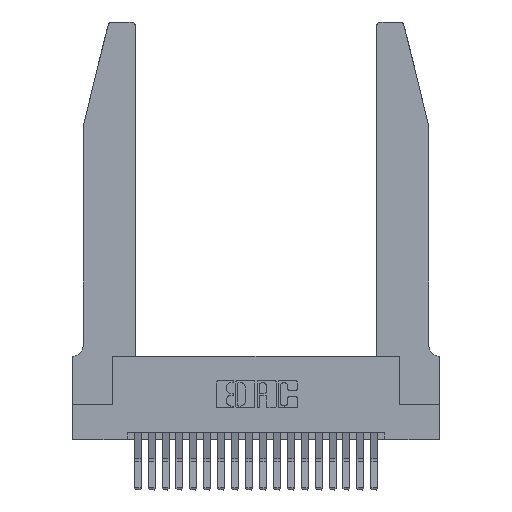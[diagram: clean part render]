
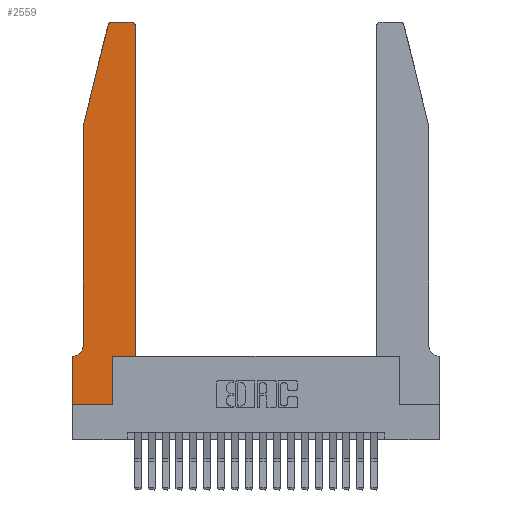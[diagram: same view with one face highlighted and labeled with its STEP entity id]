
A CAD part, top view. The second image highlights one B-rep face of the part: STEP entity #2559.
In plain terms, the highlighted planar face has unit normal (0, 0, 1).
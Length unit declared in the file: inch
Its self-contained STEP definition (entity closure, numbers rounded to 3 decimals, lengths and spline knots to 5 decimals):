
#117 = LINE ( 'NONE', #4223, #5516 ) ;
#121 = VECTOR ( 'NONE', #15542, 39.37008 ) ;
#284 = AXIS2_PLACEMENT_3D ( 'NONE', #21562, #2422, #10573 ) ;
#563 = ORIENTED_EDGE ( 'NONE', *, *, #1878, .T. ) ;
#602 = LINE ( 'NONE', #3111, #19175 ) ;
#626 = EDGE_CURVE ( 'NONE', #17164, #20084, #946, .T. ) ;
#779 = EDGE_LOOP ( 'NONE', ( #13436, #563, #10395, #15818, #8012, #2448, #21786, #1987, #9875, #10717, #14894, #14361 ) ) ;
#946 = LINE ( 'NONE', #19058, #121 ) ;
#1101 = CARTESIAN_POINT ( 'NONE',  ( 0.2865, 0.35, 0.37 ) ) ;
#1129 = VERTEX_POINT ( 'NONE', #1672 ) ;
#1519 = DIRECTION ( 'NONE',  ( 0., 1., 0. ) ) ;
#1567 = CARTESIAN_POINT ( 'NONE',  ( 0.4505, 0.35, 0.37 ) ) ;
#1672 = CARTESIAN_POINT ( 'NONE',  ( 0.284, 2.75, 0.37 ) ) ;
#1878 = EDGE_CURVE ( 'NONE', #1129, #18497, #15676, .T. ) ;
#1987 = ORIENTED_EDGE ( 'NONE', *, *, #19807, .T. ) ;
#2299 = LINE ( 'NONE', #2312, #10100 ) ;
#2312 = CARTESIAN_POINT ( 'NONE',  ( 0., 0., 0.37 ) ) ;
#2422 = DIRECTION ( 'NONE',  ( 0., 0., 1. ) ) ;
#2448 = ORIENTED_EDGE ( 'NONE', *, *, #626, .T. ) ;
#2559 = ADVANCED_FACE ( 'NONE', ( #16199 ), #19848, .T. ) ;
#2677 = CARTESIAN_POINT ( 'NONE',  ( 0.4205, 2.72, 0.37 ) ) ;
#2684 = VERTEX_POINT ( 'NONE', #1567 ) ;
#2890 = VERTEX_POINT ( 'NONE', #15964 ) ;
#2981 = EDGE_CURVE ( 'NONE', #18058, #16052, #20713, .T. ) ;
#3111 = CARTESIAN_POINT ( 'NONE',  ( 0.2865, 0.35, 0.37 ) ) ;
#3322 = EDGE_CURVE ( 'NONE', #14760, #11608, #12929, .T. ) ;
#4206 = DIRECTION ( 'NONE',  ( 0., 0., -1. ) ) ;
#4223 = CARTESIAN_POINT ( 'NONE',  ( 0.0755, 2., 0.37 ) ) ;
#4904 = CARTESIAN_POINT ( 'NONE',  ( 0., 0., 0.37 ) ) ;
#5386 = VECTOR ( 'NONE', #21775, 39.37008 ) ;
#5399 = CARTESIAN_POINT ( 'NONE',  ( 0.4505, 0.35, 0.37 ) ) ;
#5516 = VECTOR ( 'NONE', #5950, 39.37008 ) ;
#5950 = DIRECTION ( 'NONE',  ( -0.239, -0.971, 0. ) ) ;
#6037 = DIRECTION ( 'NONE',  ( 0., 0., 1. ) ) ;
#6379 = AXIS2_PLACEMENT_3D ( 'NONE', #2677, #6037, #17993 ) ;
#6479 = CARTESIAN_POINT ( 'NONE',  ( 0.0055, 0.35, 0.37 ) ) ;
#6516 = CARTESIAN_POINT ( 'NONE',  ( 0., 0., 0.37 ) ) ;
#6674 = VERTEX_POINT ( 'NONE', #6516 ) ;
#6935 = AXIS2_PLACEMENT_3D ( 'NONE', #19650, #10928, #9250 ) ;
#7033 = LINE ( 'NONE', #14082, #15914 ) ;
#7984 = EDGE_CURVE ( 'NONE', #2684, #18058, #16470, .T. ) ;
#8012 = ORIENTED_EDGE ( 'NONE', *, *, #11458, .T. ) ;
#8229 = CIRCLE ( 'NONE', #21274, 0.07 ) ;
#8939 = CARTESIAN_POINT ( 'NONE',  ( 0.0755, 0.42, 0.37 ) ) ;
#8988 = DIRECTION ( 'NONE',  ( -1., 0., 0. ) ) ;
#9250 = DIRECTION ( 'NONE',  ( 1., 0., 0. ) ) ;
#9286 = EDGE_CURVE ( 'NONE', #17555, #2684, #19895, .T. ) ;
#9875 = ORIENTED_EDGE ( 'NONE', *, *, #20718, .T. ) ;
#10100 = VECTOR ( 'NONE', #12526, 39.37008 ) ;
#10315 = CARTESIAN_POINT ( 'NONE',  ( 0.4205, 2.75, 0.37 ) ) ;
#10395 = ORIENTED_EDGE ( 'NONE', *, *, #12356, .T. ) ;
#10487 = CARTESIAN_POINT ( 'NONE',  ( 0.0755, 2., 0.37 ) ) ;
#10573 = DIRECTION ( 'NONE',  ( 1., 0., 0. ) ) ;
#10717 = ORIENTED_EDGE ( 'NONE', *, *, #9286, .T. ) ;
#10928 = DIRECTION ( 'NONE',  ( 0., 0., 1. ) ) ;
#11180 = DIRECTION ( 'NONE',  ( 0., -1., 0. ) ) ;
#11310 = DIRECTION ( 'NONE',  ( -1., 0., 0. ) ) ;
#11458 = EDGE_CURVE ( 'NONE', #11608, #17164, #8229, .T. ) ;
#11608 = VERTEX_POINT ( 'NONE', #8939 ) ;
#12356 = EDGE_CURVE ( 'NONE', #18497, #14760, #117, .T. ) ;
#12526 = DIRECTION ( 'NONE',  ( 1., 0., 0. ) ) ;
#12710 = CARTESIAN_POINT ( 'NONE',  ( 0.0055, 0.42, 0.37 ) ) ;
#12929 = LINE ( 'NONE', #19110, #15617 ) ;
#13436 = ORIENTED_EDGE ( 'NONE', *, *, #21796, .T. ) ;
#13986 = LINE ( 'NONE', #4904, #5386 ) ;
#13988 = VECTOR ( 'NONE', #17562, 39.37008 ) ;
#14082 = CARTESIAN_POINT ( 'NONE',  ( 0.2605, 2.75, 0.37 ) ) ;
#14179 = CARTESIAN_POINT ( 'NONE',  ( 0.4505, 0.35, 0.37 ) ) ;
#14361 = ORIENTED_EDGE ( 'NONE', *, *, #2981, .T. ) ;
#14760 = VERTEX_POINT ( 'NONE', #10487 ) ;
#14894 = ORIENTED_EDGE ( 'NONE', *, *, #7984, .T. ) ;
#15055 = EDGE_CURVE ( 'NONE', #20084, #6674, #13986, .T. ) ;
#15542 = DIRECTION ( 'NONE',  ( -1., 0., 0. ) ) ;
#15617 = VECTOR ( 'NONE', #11180, 39.37008 ) ;
#15652 = CARTESIAN_POINT ( 'NONE',  ( 0.25487, 2.72718, 0.37 ) ) ;
#15676 = CIRCLE ( 'NONE', #6935, 0.03 ) ;
#15818 = ORIENTED_EDGE ( 'NONE', *, *, #3322, .T. ) ;
#15914 = VECTOR ( 'NONE', #8988, 39.37008 ) ;
#15964 = CARTESIAN_POINT ( 'NONE',  ( 0.2865, 0., 0.37 ) ) ;
#16052 = VERTEX_POINT ( 'NONE', #10315 ) ;
#16199 = FACE_OUTER_BOUND ( 'NONE', #779, .T. ) ;
#16470 = LINE ( 'NONE', #5399, #22069 ) ;
#16845 = CARTESIAN_POINT ( 'NONE',  ( 0., 0.35, 0.37 ) ) ;
#17164 = VERTEX_POINT ( 'NONE', #6479 ) ;
#17403 = DIRECTION ( 'NONE',  ( 0., 1., 0. ) ) ;
#17555 = VERTEX_POINT ( 'NONE', #1101 ) ;
#17562 = DIRECTION ( 'NONE',  ( 1., 0., 0. ) ) ;
#17993 = DIRECTION ( 'NONE',  ( 1., 0., 0. ) ) ;
#18058 = VERTEX_POINT ( 'NONE', #21198 ) ;
#18497 = VERTEX_POINT ( 'NONE', #15652 ) ;
#19058 = CARTESIAN_POINT ( 'NONE',  ( 0.0755, 0.35, 0.37 ) ) ;
#19110 = CARTESIAN_POINT ( 'NONE',  ( 0.0755, 2., 0.37 ) ) ;
#19175 = VECTOR ( 'NONE', #1519, 39.37008 ) ;
#19650 = CARTESIAN_POINT ( 'NONE',  ( 0.284, 2.72, 0.37 ) ) ;
#19807 = EDGE_CURVE ( 'NONE', #6674, #2890, #2299, .T. ) ;
#19848 = PLANE ( 'NONE',  #284 ) ;
#19895 = LINE ( 'NONE', #14179, #13988 ) ;
#20084 = VERTEX_POINT ( 'NONE', #16845 ) ;
#20713 = CIRCLE ( 'NONE', #6379, 0.03 ) ;
#20718 = EDGE_CURVE ( 'NONE', #2890, #17555, #602, .T. ) ;
#21198 = CARTESIAN_POINT ( 'NONE',  ( 0.4505, 2.72, 0.37 ) ) ;
#21274 = AXIS2_PLACEMENT_3D ( 'NONE', #12710, #4206, #11310 ) ;
#21562 = CARTESIAN_POINT ( 'NONE',  ( 0., 0.35, 0.37 ) ) ;
#21775 = DIRECTION ( 'NONE',  ( 0., -1., 0. ) ) ;
#21786 = ORIENTED_EDGE ( 'NONE', *, *, #15055, .T. ) ;
#21796 = EDGE_CURVE ( 'NONE', #16052, #1129, #7033, .T. ) ;
#22069 = VECTOR ( 'NONE', #17403, 39.37008 ) ;
